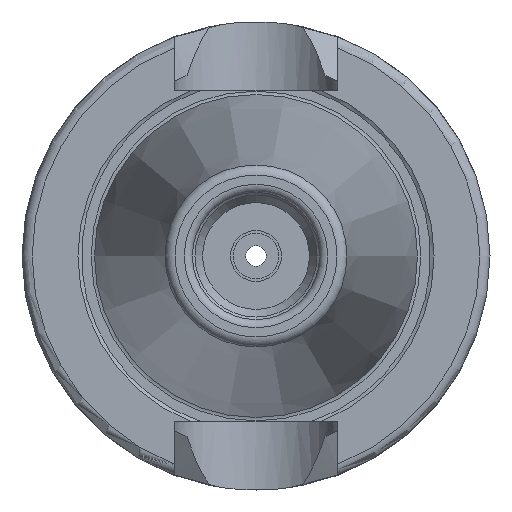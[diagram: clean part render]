
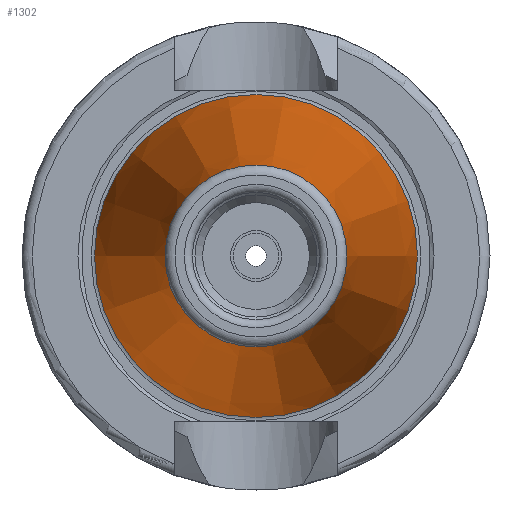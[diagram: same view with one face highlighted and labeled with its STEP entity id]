
A CAD part, left-side view. The second image highlights one B-rep face of the part: STEP entity #1302.
In plain terms, the highlighted conical face has half-angle 8.297 degrees and reference radius 12.408 mm.
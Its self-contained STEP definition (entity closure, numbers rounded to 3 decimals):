
#1260=CARTESIAN_POINT('',(-47.544,8.941,0.0));
#1261=VERTEX_POINT('',#1260);
#1262=CARTESIAN_POINT('',(-47.544,0.0,0.0));
#1263=DIRECTION('',(1.0,0.0,0.0));
#1264=DIRECTION('',(0.0,1.0,0.0));
#1265=AXIS2_PLACEMENT_3D('',#1262,#1263,#1264);
#1266=CIRCLE('',#1265,8.941);
#1267=EDGE_CURVE('',#1261,#1261,#1266,.T.);
#1283=CARTESIAN_POINT('',(-23.772,0.0,0.0));
#1284=DIRECTION('',(1.0,0.0,0.0));
#1285=DIRECTION('',(0.0,1.0,0.0));
#1286=AXIS2_PLACEMENT_3D('',#1283,#1284,#1285);
#1287=CONICAL_SURFACE('',#1286,12.408,8.297);
#1288=CARTESIAN_POINT('',(0.0,15.875,0.0));
#1289=VERTEX_POINT('',#1288);
#1290=CARTESIAN_POINT('',(0.0,0.0,0.0));
#1291=DIRECTION('',(1.0,0.0,0.0));
#1292=DIRECTION('',(0.0,1.0,0.0));
#1293=AXIS2_PLACEMENT_3D('',#1290,#1291,#1292);
#1294=CIRCLE('',#1293,15.875);
#1295=EDGE_CURVE('',#1289,#1289,#1294,.T.);
#1296=ORIENTED_EDGE('',*,*,#1295,.F.);
#1297=EDGE_LOOP('',(#1296));
#1298=FACE_OUTER_BOUND('',#1297,.T.);
#1299=ORIENTED_EDGE('',*,*,#1267,.T.);
#1300=EDGE_LOOP('',(#1299));
#1301=FACE_BOUND('',#1300,.T.);
#1302=ADVANCED_FACE('',(#1298,#1301),#1287,.T.);
